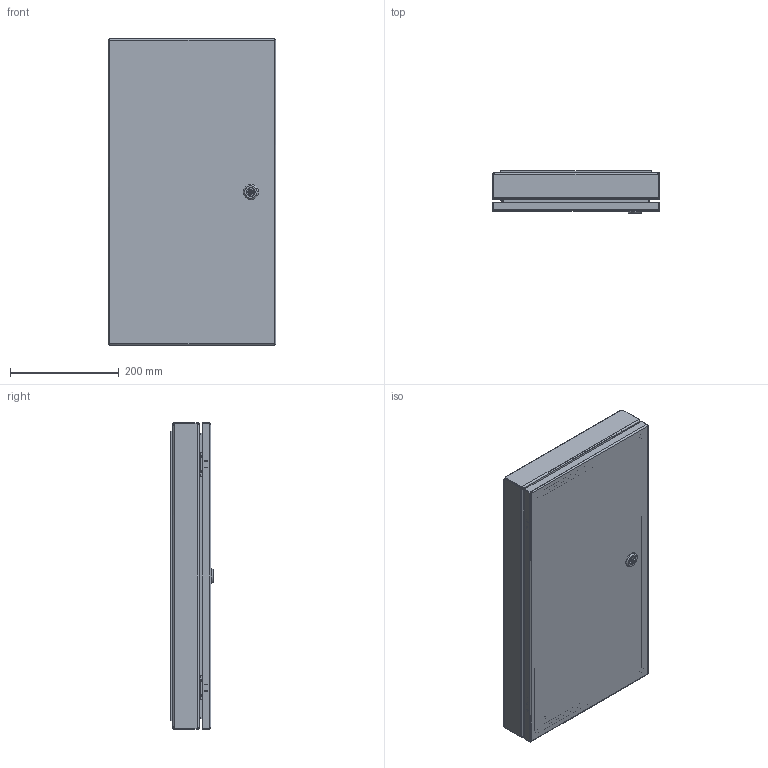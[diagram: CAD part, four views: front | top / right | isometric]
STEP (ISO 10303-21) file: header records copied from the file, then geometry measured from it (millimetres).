
FILE_DESCRIPTION (( 'STEP AP203' ), '1' );
FILE_NAME ('1481SDH2416.step', '2020-11-12T21:37:14', ( 'ADC123' ), ( 'Microsoft' ), 'SwSTEP 2.0', 'SolidWorks 2019', '' );
FILE_SCHEMA (( 'CONFIG_CONTROL_DESIGN' ));
Length unit declared in the file: inch
Products named in the file (1): 1481SDH2416
Bounding box: 308.36 x 77.75 x 563.63 mm (x, y, z)
Volume: 935032.1 mm3; surface area: 957955.7 mm2
Topology: 23 solids, 24 shells, 616 faces, 1404 edges, 849 vertices
Faces by surface type: plane 348, cylinder 170, bspline 74, torus 12, cone 12
Full cylindrical faces by diameter (mm): 4.369 x2, 5.74 x2, 5.893 x2, 6.096 x2, 6.35 x1, 7.137 x10, 7.417 x2, 7.938 x1, 10.109 x6, 11.557 x4, 13.335 x1, 15.875 x1, 19.939 x2, 27.94 x1
Entity records: 20491 total; most frequent: CARTESIAN_POINT 7395, ORIENTED_EDGE 2652, DIRECTION 2484, EDGE_CURVE 1326, LINE 906, VECTOR 906, VERTEX_POINT 842, AXIS2_PLACEMENT_3D 789
